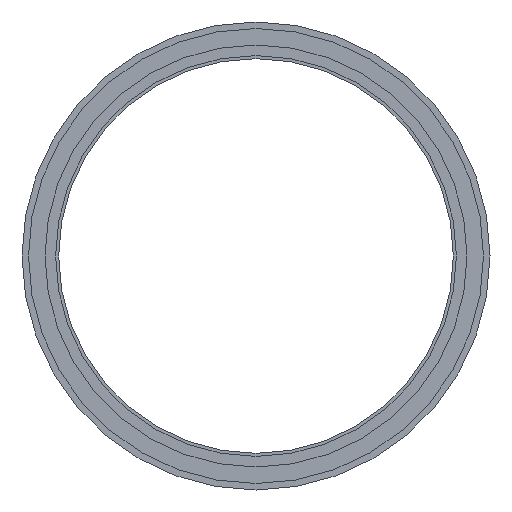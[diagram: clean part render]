
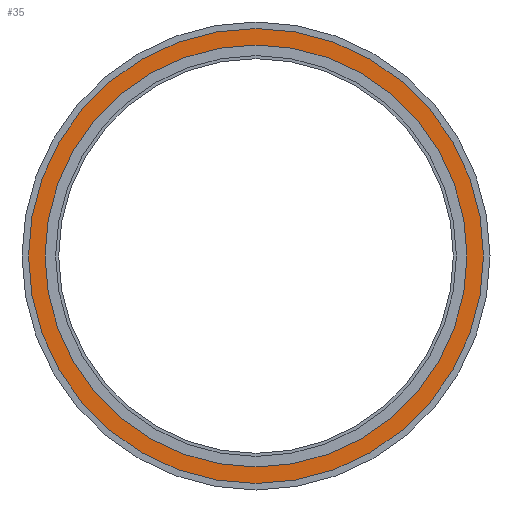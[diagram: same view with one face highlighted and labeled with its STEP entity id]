
A CAD part, front view. The second image highlights one B-rep face of the part: STEP entity #35.
In plain terms, the highlighted planar face has unit normal (0, -1, 0).
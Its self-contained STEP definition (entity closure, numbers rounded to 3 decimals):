
#1 = VERTEX_POINT ( 'NONE', #275 ) ;
#6 = EDGE_LOOP ( 'NONE', ( #177 ) ) ;
#9 = PLANE ( 'NONE',  #236 ) ;
#35 = ADVANCED_FACE ( 'NONE', ( #285, #183 ), #9, .T. ) ;
#66 = EDGE_CURVE ( 'NONE', #1, #1, #341, .T. ) ;
#83 = DIRECTION ( 'NONE',  ( 0., 0., 1. ) ) ;
#93 = DIRECTION ( 'NONE',  ( 0., 1., 0. ) ) ;
#131 = VERTEX_POINT ( 'NONE', #228 ) ;
#147 = DIRECTION ( 'NONE',  ( 0., 0., -1. ) ) ;
#159 = EDGE_LOOP ( 'NONE', ( #353 ) ) ;
#174 = DIRECTION ( 'NONE',  ( 0., -1., 0. ) ) ;
#177 = ORIENTED_EDGE ( 'NONE', *, *, #267, .T. ) ;
#178 = CARTESIAN_POINT ( 'NONE',  ( 87.5, -9.983, 0. ) ) ;
#183 = FACE_OUTER_BOUND ( 'NONE', #159, .T. ) ;
#185 = DIRECTION ( 'NONE',  ( 0., 1., 0. ) ) ;
#228 = CARTESIAN_POINT ( 'NONE',  ( 0., -9.983, 81.15 ) ) ;
#236 = AXIS2_PLACEMENT_3D ( 'NONE', #178, #174, #147 ) ;
#243 = CARTESIAN_POINT ( 'NONE',  ( 0., -9.983, 0. ) ) ;
#253 = AXIS2_PLACEMENT_3D ( 'NONE', #243, #185, #83 ) ;
#261 = CARTESIAN_POINT ( 'NONE',  ( 0., -9.983, 0. ) ) ;
#267 = EDGE_CURVE ( 'NONE', #131, #131, #351, .T. ) ;
#275 = CARTESIAN_POINT ( 'NONE',  ( 0., -9.983, 87.5 ) ) ;
#285 = FACE_BOUND ( 'NONE', #6, .T. ) ;
#291 = DIRECTION ( 'NONE',  ( 0., 0., 1. ) ) ;
#322 = AXIS2_PLACEMENT_3D ( 'NONE', #261, #93, #291 ) ;
#341 = CIRCLE ( 'NONE', #322, 87.5 ) ;
#351 = CIRCLE ( 'NONE', #253, 81.15 ) ;
#353 = ORIENTED_EDGE ( 'NONE', *, *, #66, .F. ) ;
